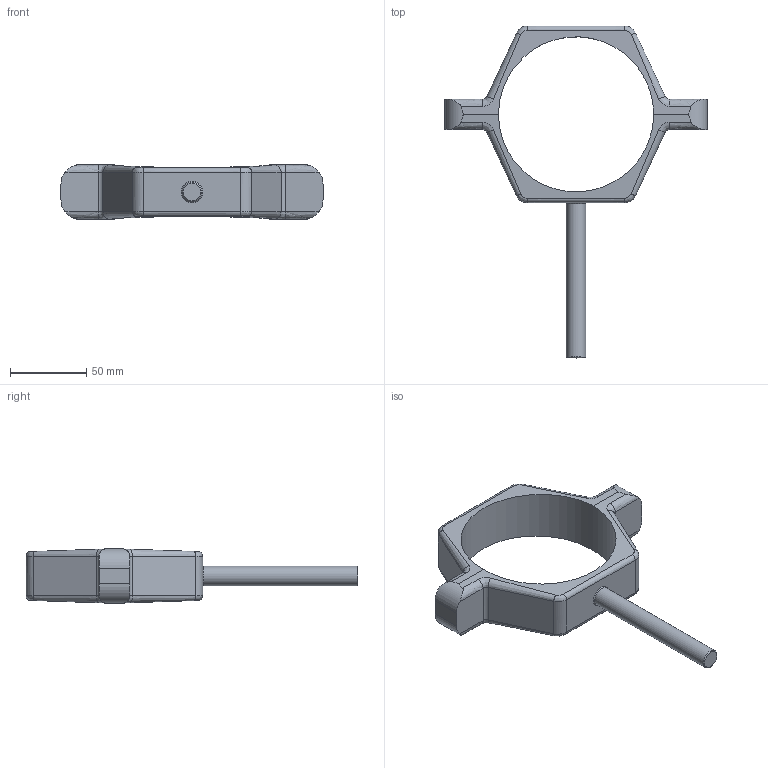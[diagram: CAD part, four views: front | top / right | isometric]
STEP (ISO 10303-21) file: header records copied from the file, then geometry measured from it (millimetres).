
FILE_DESCRIPTION (( 'STEP AP214' ), '1' );
FILE_NAME ('PHH6R4.0X.XT304SA.STEP', '2018-02-03T07:19:39', ( 'admin' ), ( '' ), 'SwSTEP 2.0', 'SolidWorks 2013', '' );
FILE_SCHEMA (( 'AUTOMOTIVE_DESIGN' ));
Length unit declared in the file: inch
Products named in the file (1): PHH6R4.0X.XT304SA
Bounding box: 171.45 x 217.17 x 35.79 mm (x, y, z)
Volume: 158788.8 mm3; surface area: 38388.2 mm2
Topology: 1 solids, 1 shells, 69 faces, 169 edges, 101 vertices
Faces by surface type: bspline 36, plane 17, cylinder 14, cone 2
Full cylindrical faces by diameter (mm): 12.7 x1, 101.473 x1
Entity records: 2828 total; most frequent: CARTESIAN_POINT 1628, ORIENTED_EDGE 328, EDGE_CURVE 164, DIRECTION 120, VERTEX_POINT 100, B_SPLINE_CURVE_WITH_KNOTS 80, EDGE_LOOP 74, FACE_OUTER_BOUND 71
